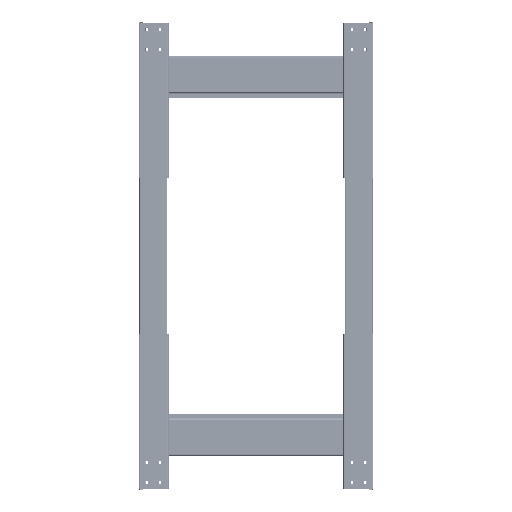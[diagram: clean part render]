
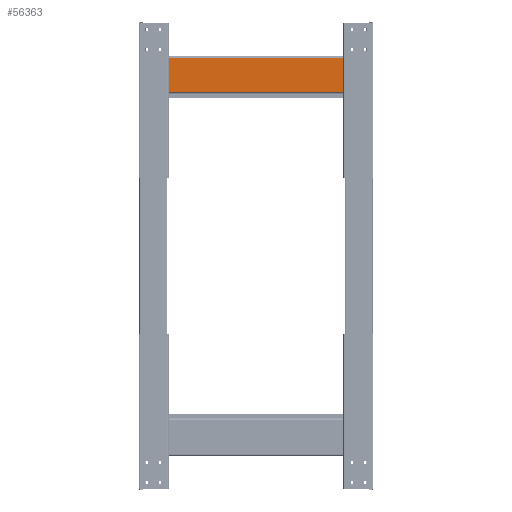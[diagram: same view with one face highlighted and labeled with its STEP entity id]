
A CAD part, front view. The second image highlights one B-rep face of the part: STEP entity #56363.
In plain terms, the highlighted planar face has unit normal (0, -1, 0).
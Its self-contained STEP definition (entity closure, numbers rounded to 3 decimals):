
#2619 = DIRECTION ( 'NONE',  ( 1., 0., 0. ) ) ;
#3085 = CARTESIAN_POINT ( 'NONE',  ( -259., -1.4, 1.5 ) ) ;
#3511 = CARTESIAN_POINT ( 'NONE',  ( -235., -1.4, -4.3 ) ) ;
#3566 = EDGE_CURVE ( 'NONE', #24635, #54524, #78802, .T. ) ;
#3982 = EDGE_CURVE ( 'NONE', #35802, #66763, #7766, .T. ) ;
#4326 = EDGE_CURVE ( 'NONE', #67730, #14753, #67040, .T. ) ;
#4924 = EDGE_CURVE ( 'NONE', #77656, #79436, #39977, .T. ) ;
#6894 = DIRECTION ( 'NONE',  ( 0., 0., 1. ) ) ;
#7766 = LINE ( 'NONE', #46380, #78708 ) ;
#10650 = EDGE_LOOP ( 'NONE', ( #76864, #29919 ) ) ;
#11226 = CARTESIAN_POINT ( 'NONE',  ( -235., -1.4, 8.3 ) ) ;
#11741 = VECTOR ( 'NONE', #67920, 1000. ) ;
#11985 = PLANE ( 'NONE',  #57408 ) ;
#12161 = AXIS2_PLACEMENT_3D ( 'NONE', #21602, #65059, #77239 ) ;
#12689 = EDGE_CURVE ( 'NONE', #54524, #24635, #79351, .T. ) ;
#13242 = CARTESIAN_POINT ( 'NONE',  ( 259., -1.4, 2. ) ) ;
#14000 = CIRCLE ( 'NONE', #76895, 6.3 ) ;
#14514 = FACE_BOUND ( 'NONE', #46092, .T. ) ;
#14753 = VERTEX_POINT ( 'NONE', #3511 ) ;
#15974 = CARTESIAN_POINT ( 'NONE',  ( -300., -1.4, -42.1 ) ) ;
#16695 = VECTOR ( 'NONE', #2619, 1000. ) ;
#16872 = EDGE_CURVE ( 'NONE', #35802, #68701, #73051, .T. ) ;
#17436 = EDGE_CURVE ( 'NONE', #44293, #58210, #50617, .T. ) ;
#18545 = CARTESIAN_POINT ( 'NONE',  ( 0., -1.4, 0. ) ) ;
#18922 = CIRCLE ( 'NONE', #64110, 6.3 ) ;
#19266 = ORIENTED_EDGE ( 'NONE', *, *, #4326, .T. ) ;
#19285 = ORIENTED_EDGE ( 'NONE', *, *, #12689, .T. ) ;
#20389 = FACE_BOUND ( 'NONE', #79427, .T. ) ;
#20507 = DIRECTION ( 'NONE',  ( 0., 1., 0. ) ) ;
#21125 = DIRECTION ( 'NONE',  ( 0., 1., 0. ) ) ;
#21602 = CARTESIAN_POINT ( 'NONE',  ( 259., -1.4, 2. ) ) ;
#22004 = CARTESIAN_POINT ( 'NONE',  ( 300., -1.4, -42.1 ) ) ;
#22181 = EDGE_CURVE ( 'NONE', #78574, #68701, #34553, .T. ) ;
#22466 = ORIENTED_EDGE ( 'NONE', *, *, #22181, .F. ) ;
#22923 = ORIENTED_EDGE ( 'NONE', *, *, #30681, .T. ) ;
#23260 = CARTESIAN_POINT ( 'NONE',  ( -259., -1.4, 2. ) ) ;
#23757 = DIRECTION ( 'NONE',  ( 0., 1., 0. ) ) ;
#24091 = ORIENTED_EDGE ( 'NONE', *, *, #3982, .F. ) ;
#24635 = VERTEX_POINT ( 'NONE', #72740 ) ;
#26562 = CARTESIAN_POINT ( 'NONE',  ( 300., -1.4, 46.1 ) ) ;
#28159 = EDGE_CURVE ( 'NONE', #14753, #67730, #18922, .T. ) ;
#28577 = CIRCLE ( 'NONE', #78198, 0.5 ) ;
#28802 = CARTESIAN_POINT ( 'NONE',  ( 235., -1.4, 8.3 ) ) ;
#29919 = ORIENTED_EDGE ( 'NONE', *, *, #61318, .T. ) ;
#30681 = EDGE_CURVE ( 'NONE', #78574, #66763, #57453, .T. ) ;
#30784 = CARTESIAN_POINT ( 'NONE',  ( 235., -1.4, 2. ) ) ;
#34175 = DIRECTION ( 'NONE',  ( 0., 0., 1. ) ) ;
#34553 = LINE ( 'NONE', #39590, #38444 ) ;
#35802 = VERTEX_POINT ( 'NONE', #49261 ) ;
#37776 = AXIS2_PLACEMENT_3D ( 'NONE', #13242, #44051, #75231 ) ;
#38201 = CARTESIAN_POINT ( 'NONE',  ( -235., -1.4, 2. ) ) ;
#38444 = VECTOR ( 'NONE', #40181, 1000. ) ;
#39590 = CARTESIAN_POINT ( 'NONE',  ( 300., -1.4, -45. ) ) ;
#39977 = CIRCLE ( 'NONE', #59691, 6.3 ) ;
#40181 = DIRECTION ( 'NONE',  ( 0., 0., -1. ) ) ;
#41202 = DIRECTION ( 'NONE',  ( 0., 1., 0. ) ) ;
#42233 = DIRECTION ( 'NONE',  ( 0., 1., 0. ) ) ;
#43760 = CARTESIAN_POINT ( 'NONE',  ( 300., -1.4, 46.1 ) ) ;
#44051 = DIRECTION ( 'NONE',  ( 0., 1., 0. ) ) ;
#44293 = VERTEX_POINT ( 'NONE', #51927 ) ;
#46092 = EDGE_LOOP ( 'NONE', ( #19266, #72047 ) ) ;
#46380 = CARTESIAN_POINT ( 'NONE',  ( -300., -1.4, -45. ) ) ;
#49261 = CARTESIAN_POINT ( 'NONE',  ( -300., -1.4, -42.1 ) ) ;
#49524 = DIRECTION ( 'NONE',  ( 0., 1., 0. ) ) ;
#50617 = CIRCLE ( 'NONE', #80027, 0.5 ) ;
#51527 = FACE_OUTER_BOUND ( 'NONE', #59828, .T. ) ;
#51858 = ORIENTED_EDGE ( 'NONE', *, *, #66133, .T. ) ;
#51927 = CARTESIAN_POINT ( 'NONE',  ( -259., -1.4, 2.5 ) ) ;
#54524 = VERTEX_POINT ( 'NONE', #63078 ) ;
#55923 = CARTESIAN_POINT ( 'NONE',  ( -300., -1.4, 46.1 ) ) ;
#56363 = ADVANCED_FACE ( 'NONE', ( #58277, #20389, #14514, #78684, #51527 ), #11985, .F. ) ;
#57408 = AXIS2_PLACEMENT_3D ( 'NONE', #18545, #49524, #61979 ) ;
#57453 = LINE ( 'NONE', #43760, #11741 ) ;
#58112 = AXIS2_PLACEMENT_3D ( 'NONE', #38201, #20507, #75923 ) ;
#58210 = VERTEX_POINT ( 'NONE', #3085 ) ;
#58277 = FACE_BOUND ( 'NONE', #67254, .T. ) ;
#59691 = AXIS2_PLACEMENT_3D ( 'NONE', #59923, #41202, #66478 ) ;
#59828 = EDGE_LOOP ( 'NONE', ( #75361, #22466, #22923, #24091 ) ) ;
#59923 = CARTESIAN_POINT ( 'NONE',  ( 235., -1.4, 2. ) ) ;
#61318 = EDGE_CURVE ( 'NONE', #79436, #77656, #14000, .T. ) ;
#61979 = DIRECTION ( 'NONE',  ( 0., 0., 1. ) ) ;
#62628 = CARTESIAN_POINT ( 'NONE',  ( -259., -1.4, 2. ) ) ;
#62920 = ORIENTED_EDGE ( 'NONE', *, *, #17436, .T. ) ;
#63078 = CARTESIAN_POINT ( 'NONE',  ( 259., -1.4, 2.5 ) ) ;
#64110 = AXIS2_PLACEMENT_3D ( 'NONE', #76511, #21125, #70855 ) ;
#65059 = DIRECTION ( 'NONE',  ( 0., 1., 0. ) ) ;
#66133 = EDGE_CURVE ( 'NONE', #58210, #44293, #28577, .T. ) ;
#66478 = DIRECTION ( 'NONE',  ( 0., 0., 1. ) ) ;
#66763 = VERTEX_POINT ( 'NONE', #55923 ) ;
#67040 = CIRCLE ( 'NONE', #58112, 6.3 ) ;
#67254 = EDGE_LOOP ( 'NONE', ( #62920, #51858 ) ) ;
#67274 = DIRECTION ( 'NONE',  ( 0., 1., 0. ) ) ;
#67730 = VERTEX_POINT ( 'NONE', #11226 ) ;
#67920 = DIRECTION ( 'NONE',  ( -1., 0., 0. ) ) ;
#68701 = VERTEX_POINT ( 'NONE', #22004 ) ;
#70855 = DIRECTION ( 'NONE',  ( 0., 0., 1. ) ) ;
#72047 = ORIENTED_EDGE ( 'NONE', *, *, #28159, .T. ) ;
#72633 = CARTESIAN_POINT ( 'NONE',  ( 235., -1.4, -4.3 ) ) ;
#72740 = CARTESIAN_POINT ( 'NONE',  ( 259., -1.4, 1.5 ) ) ;
#72955 = DIRECTION ( 'NONE',  ( 0., 0., 1. ) ) ;
#73051 = LINE ( 'NONE', #15974, #16695 ) ;
#73665 = DIRECTION ( 'NONE',  ( 0., 0., 1. ) ) ;
#75231 = DIRECTION ( 'NONE',  ( 0., 0., 1. ) ) ;
#75361 = ORIENTED_EDGE ( 'NONE', *, *, #16872, .T. ) ;
#75923 = DIRECTION ( 'NONE',  ( 0., 0., 1. ) ) ;
#76511 = CARTESIAN_POINT ( 'NONE',  ( -235., -1.4, 2. ) ) ;
#76864 = ORIENTED_EDGE ( 'NONE', *, *, #4924, .T. ) ;
#76895 = AXIS2_PLACEMENT_3D ( 'NONE', #30784, #23757, #73665 ) ;
#77239 = DIRECTION ( 'NONE',  ( 0., 0., 1. ) ) ;
#77656 = VERTEX_POINT ( 'NONE', #28802 ) ;
#78198 = AXIS2_PLACEMENT_3D ( 'NONE', #23260, #67274, #72955 ) ;
#78574 = VERTEX_POINT ( 'NONE', #26562 ) ;
#78684 = FACE_BOUND ( 'NONE', #10650, .T. ) ;
#78708 = VECTOR ( 'NONE', #34175, 1000. ) ;
#78746 = ORIENTED_EDGE ( 'NONE', *, *, #3566, .T. ) ;
#78802 = CIRCLE ( 'NONE', #37776, 0.5 ) ;
#79351 = CIRCLE ( 'NONE', #12161, 0.5 ) ;
#79427 = EDGE_LOOP ( 'NONE', ( #19285, #78746 ) ) ;
#79436 = VERTEX_POINT ( 'NONE', #72633 ) ;
#80027 = AXIS2_PLACEMENT_3D ( 'NONE', #62628, #42233, #6894 ) ;
